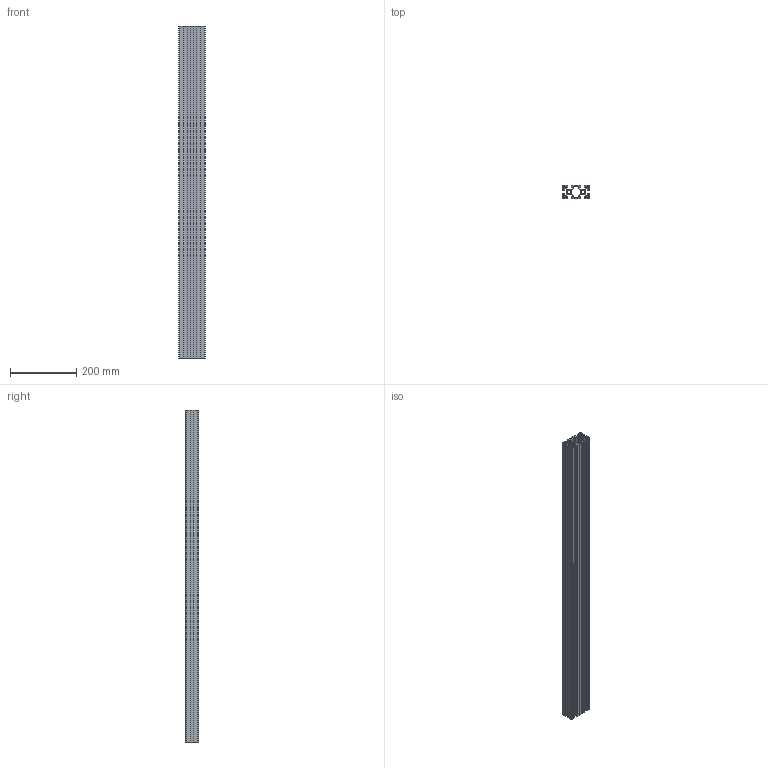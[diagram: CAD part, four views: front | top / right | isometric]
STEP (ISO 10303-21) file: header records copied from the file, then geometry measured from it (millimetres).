
FILE_DESCRIPTION(/* description */ (''),/* implementation_level */ '2;1');
FILE_NAME(/* name */ '82061_KriTec_Profil_10_80x40_leicht.stp',/* time_stamp */ '2014-09-10T11:07:28+02:00',/* author */ ('kostic'),/* organization */ (''),/* preprocessor_version */ 'ST-DEVELOPER v15.2',/* originating_system */ 'Autodesk Inventor 2014',/* authorisation */ '');
FILE_SCHEMA (('AUTOMOTIVE_DESIGN { 1 0 10303 214 3 1 1 }'));
Length unit declared in the file: millimetre
Products named in the file (1): 82061_KriTec_Profil_10_80x40_leicht
Bounding box: 80 x 40 x 1000 mm (x, y, z)
Volume: 975037.7 mm3; surface area: 838241.8 mm2
Topology: 1 solids, 1 shells, 1282 faces, 3840 edges, 2560 vertices
Faces by surface type: plane 1282
Entity records: 42313 total; most frequent: CARTESIAN_POINT 7683, ORIENTED_EDGE 7680, DIRECTION 6406, LINE 3840, VECTOR 3840, EDGE_CURVE 3840, VERTEX_POINT 2560, EDGE_LOOP 1296
